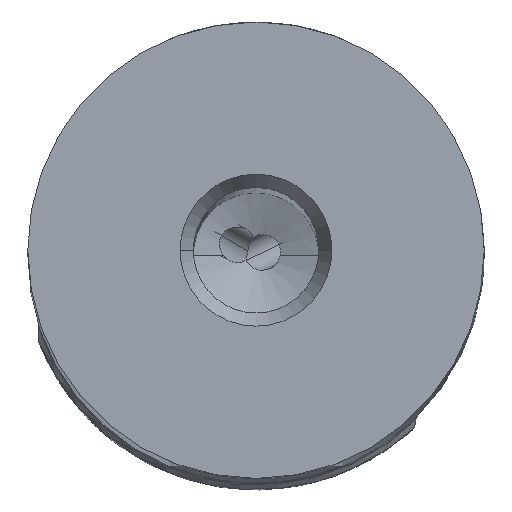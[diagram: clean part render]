
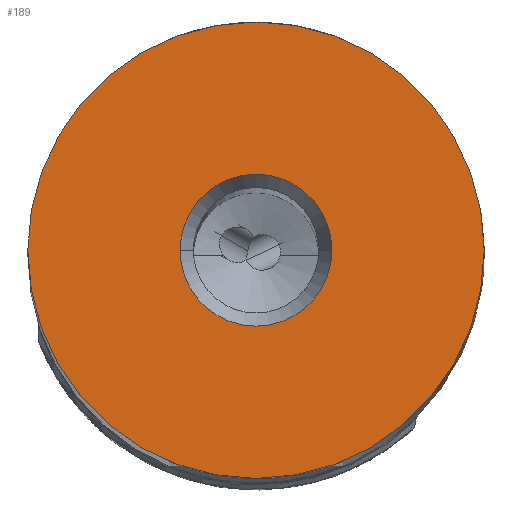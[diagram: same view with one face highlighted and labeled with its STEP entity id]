
A CAD part, top view. The second image highlights one B-rep face of the part: STEP entity #189.
In plain terms, the highlighted planar face has unit normal (0, 0, 1).
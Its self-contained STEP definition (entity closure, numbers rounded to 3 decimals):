
#50=FACE_BOUND('',#445,.T.);
#51=FACE_BOUND('',#446,.T.);
#104=PLANE('',#2112);
#189=ADVANCED_FACE('',(#50,#51),#104,.T.);
#445=EDGE_LOOP('',(#1290,#1291));
#446=EDGE_LOOP('',(#1292,#1293));
#823=CIRCLE('',#2100,20.);
#824=CIRCLE('',#2104,20.);
#826=CIRCLE('',#2110,6.655);
#827=CIRCLE('',#2111,6.655);
#1290=ORIENTED_EDGE('',*,*,#1827,.F.);
#1291=ORIENTED_EDGE('',*,*,#1821,.F.);
#1292=ORIENTED_EDGE('',*,*,#1833,.F.);
#1293=ORIENTED_EDGE('',*,*,#1834,.F.);
#1563=VERTEX_POINT('',#4198);
#1564=VERTEX_POINT('',#4200);
#1573=VERTEX_POINT('',#4224);
#1574=VERTEX_POINT('',#4225);
#1821=EDGE_CURVE('',#1563,#1564,#823,.T.);
#1827=EDGE_CURVE('',#1564,#1563,#824,.T.);
#1833=EDGE_CURVE('',#1573,#1574,#826,.T.);
#1834=EDGE_CURVE('',#1574,#1573,#827,.T.);
#2100=AXIS2_PLACEMENT_3D('',#4199,#2567,#2568);
#2104=AXIS2_PLACEMENT_3D('',#4211,#2578,#2579);
#2110=AXIS2_PLACEMENT_3D('',#4223,#2592,#2593);
#2111=AXIS2_PLACEMENT_3D('',#4226,#2594,#2595);
#2112=AXIS2_PLACEMENT_3D('',#4227,#2596,#2597);
#2567=DIRECTION('',(0.,0.,-1.));
#2568=DIRECTION('',(-1.,0.,0.));
#2578=DIRECTION('',(0.,0.,-1.));
#2579=DIRECTION('',(1.,0.,0.));
#2592=DIRECTION('',(0.,0.,1.));
#2593=DIRECTION('',(1.,0.,0.));
#2594=DIRECTION('',(0.,0.,1.));
#2595=DIRECTION('',(-1.,0.,0.));
#2596=DIRECTION('',(0.,0.,1.));
#2597=DIRECTION('',(-1.,0.,0.));
#4198=CARTESIAN_POINT('',(-20.,0.,0.));
#4199=CARTESIAN_POINT('',(0.,0.,0.));
#4200=CARTESIAN_POINT('',(20.,0.,0.));
#4211=CARTESIAN_POINT('',(0.,0.,0.));
#4223=CARTESIAN_POINT('',(0.,0.,0.));
#4224=CARTESIAN_POINT('',(6.655,0.,0.));
#4225=CARTESIAN_POINT('',(-6.655,0.,0.));
#4226=CARTESIAN_POINT('',(0.,0.,0.));
#4227=CARTESIAN_POINT('',(0.,0.,0.));
